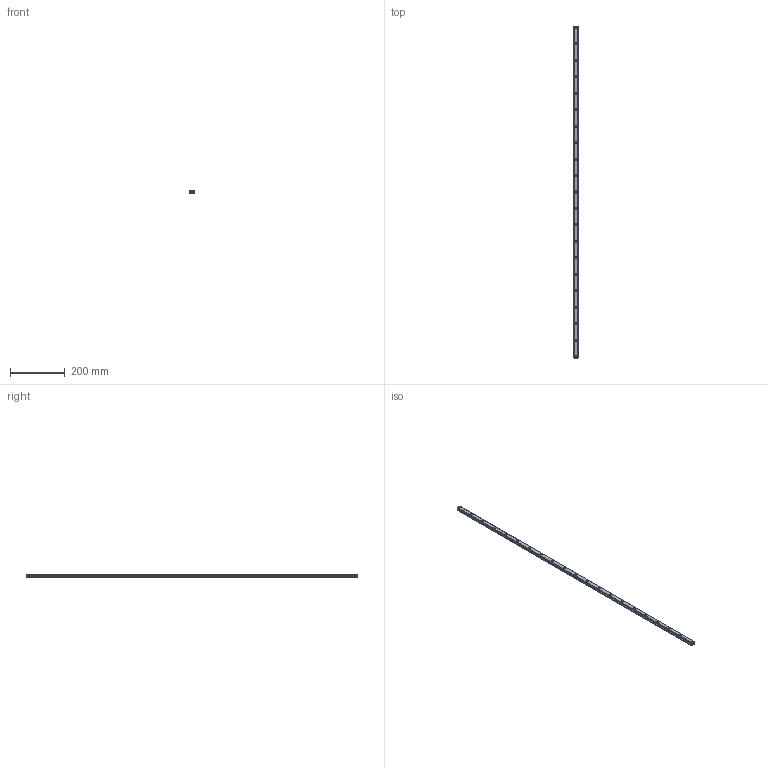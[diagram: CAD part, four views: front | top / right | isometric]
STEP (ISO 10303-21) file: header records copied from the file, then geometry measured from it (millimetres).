
FILE_DESCRIPTION(('STEP AP214'),'1');
FILE_NAME('cctmp_B7A5293F-D5E9-494B-BD22-00CA29FB3BCF_2021_02_03_12_00_28_0984..stp','2021-02-03T11:00:29',('HIWIN GmbH'),('CADClick - www.CADClick.com'),'Spatial InterOp 3D',' ','unknown authorization');
FILE_SCHEMA(('AUTOMOTIVE_DESIGN'));
Length unit declared in the file: millimetre
Products named in the file (1): EGR15U1210C_FILE
Bounding box: 15 x 1210 x 12.5 mm (x, y, z)
Volume: 192485.9 mm3; surface area: 74101.5 mm2
Topology: 1 solids, 1 shells, 313 faces, 795 edges, 530 vertices
Faces by surface type: plane 169, cylinder 144
Entity records: 12129 total; most frequent: DIRECTION 1795, CARTESIAN_POINT 1639, ORIENTED_EDGE 1590, EDGE_CURVE 795, AXIS2_PLACEMENT_3D 686, VERTEX_POINT 530, LINE 423, VECTOR 423
